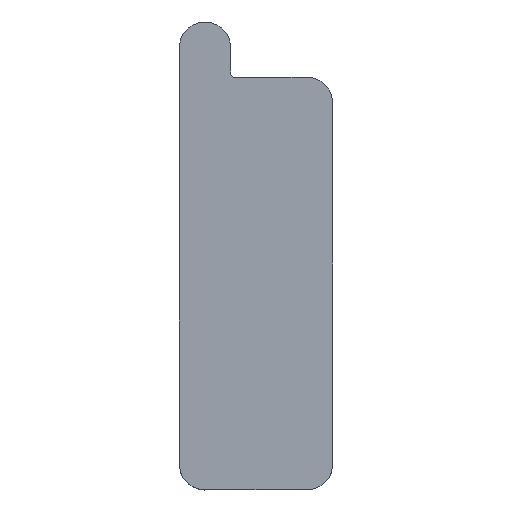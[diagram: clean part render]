
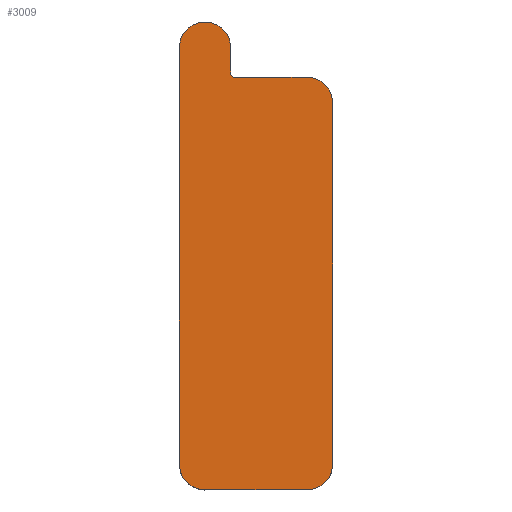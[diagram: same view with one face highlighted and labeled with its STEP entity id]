
A CAD part, top view. The second image highlights one B-rep face of the part: STEP entity #3009.
In plain terms, the highlighted planar face has unit normal (0, 0, 1).
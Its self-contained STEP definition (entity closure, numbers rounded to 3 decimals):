
#39=PLANE('',#3209);
#211=FACE_OUTER_BOUND('',#378,.T.);
#378=EDGE_LOOP('',(#2589,#2590,#2591,#2592,#2593,#2594,#2595,#2596,#2597,
#2598,#2599,#2600));
#420=CIRCLE('',#3182,3.);
#429=CIRCLE('',#3198,3.);
#430=CIRCLE('',#3201,0.5);
#431=CIRCLE('',#3204,3.);
#432=CIRCLE('',#3207,3.);
#433=CIRCLE('',#3210,3.);
#823=LINE('',#10571,#979);
#847=LINE('',#10724,#1003);
#851=LINE('',#10733,#1007);
#853=LINE('',#10740,#1009);
#856=LINE('',#10748,#1012);
#859=LINE('',#10755,#1015);
#979=VECTOR('',#3592,10.);
#1003=VECTOR('',#3666,10.);
#1007=VECTOR('',#3676,10.);
#1009=VECTOR('',#3684,10.);
#1012=VECTOR('',#3693,10.);
#1015=VECTOR('',#3702,10.);
#1293=VERTEX_POINT('',#10568);
#1294=VERTEX_POINT('',#10570);
#1309=VERTEX_POINT('',#10631);
#1327=VERTEX_POINT('',#10721);
#1328=VERTEX_POINT('',#10723);
#1329=VERTEX_POINT('',#10727);
#1330=VERTEX_POINT('',#10731);
#1331=VERTEX_POINT('',#10735);
#1332=VERTEX_POINT('',#10739);
#1333=VERTEX_POINT('',#10743);
#1334=VERTEX_POINT('',#10747);
#1335=VERTEX_POINT('',#10751);
#1735=EDGE_CURVE('',#1294,#1293,#823,.T.);
#1754=EDGE_CURVE('',#1293,#1309,#420,.T.);
#1779=EDGE_CURVE('',#1328,#1327,#847,.T.);
#1781=EDGE_CURVE('',#1329,#1328,#429,.T.);
#1784=EDGE_CURVE('',#1330,#1329,#851,.T.);
#1785=EDGE_CURVE('',#1330,#1331,#430,.T.);
#1787=EDGE_CURVE('',#1332,#1331,#853,.T.);
#1789=EDGE_CURVE('',#1333,#1332,#431,.T.);
#1791=EDGE_CURVE('',#1334,#1333,#856,.T.);
#1793=EDGE_CURVE('',#1335,#1334,#432,.T.);
#1795=EDGE_CURVE('',#1309,#1335,#859,.T.);
#1796=EDGE_CURVE('',#1327,#1294,#433,.T.);
#2589=ORIENTED_EDGE('',*,*,#1735,.T.);
#2590=ORIENTED_EDGE('',*,*,#1754,.T.);
#2591=ORIENTED_EDGE('',*,*,#1795,.T.);
#2592=ORIENTED_EDGE('',*,*,#1793,.T.);
#2593=ORIENTED_EDGE('',*,*,#1791,.T.);
#2594=ORIENTED_EDGE('',*,*,#1789,.T.);
#2595=ORIENTED_EDGE('',*,*,#1787,.T.);
#2596=ORIENTED_EDGE('',*,*,#1785,.F.);
#2597=ORIENTED_EDGE('',*,*,#1784,.T.);
#2598=ORIENTED_EDGE('',*,*,#1781,.T.);
#2599=ORIENTED_EDGE('',*,*,#1779,.T.);
#2600=ORIENTED_EDGE('',*,*,#1796,.T.);
#3009=ADVANCED_FACE('',(#211),#39,.T.);
#3182=AXIS2_PLACEMENT_3D('',#10633,#3625,#3626);
#3198=AXIS2_PLACEMENT_3D('',#10728,#3670,#3671);
#3201=AXIS2_PLACEMENT_3D('',#10736,#3679,#3680);
#3204=AXIS2_PLACEMENT_3D('',#10744,#3688,#3689);
#3207=AXIS2_PLACEMENT_3D('',#10752,#3697,#3698);
#3209=AXIS2_PLACEMENT_3D('',#10756,#3703,#3704);
#3210=AXIS2_PLACEMENT_3D('',#10757,#3705,#3706);
#3592=DIRECTION('',(0.,-1.,0.));
#3625=DIRECTION('center_axis',(0.,0.,1.));
#3626=DIRECTION('ref_axis',(-1.,0.,0.));
#3666=DIRECTION('',(-1.,0.,0.));
#3670=DIRECTION('center_axis',(0.,0.,1.));
#3671=DIRECTION('ref_axis',(1.,0.,0.));
#3676=DIRECTION('',(0.,1.,0.));
#3679=DIRECTION('center_axis',(0.,0.,1.));
#3680=DIRECTION('ref_axis',(-0.707,-0.707,0.));
#3684=DIRECTION('',(-1.,0.,0.));
#3688=DIRECTION('center_axis',(0.,0.,1.));
#3689=DIRECTION('ref_axis',(1.,0.,0.));
#3693=DIRECTION('',(0.,1.,0.));
#3697=DIRECTION('center_axis',(0.,0.,1.));
#3698=DIRECTION('ref_axis',(0.,-1.,0.));
#3702=DIRECTION('',(1.,0.,0.));
#3703=DIRECTION('center_axis',(0.,0.,1.));
#3704=DIRECTION('ref_axis',(-1.,0.,0.));
#3705=DIRECTION('center_axis',(0.,0.,1.));
#3706=DIRECTION('ref_axis',(0.,1.,0.));
#10568=CARTESIAN_POINT('',(-42.,-24.5,61.3));
#10570=CARTESIAN_POINT('',(-42.,24.5,61.3));
#10571=CARTESIAN_POINT('',(-42.,24.5,61.3));
#10631=CARTESIAN_POINT('',(-39.,-27.5,61.3));
#10633=CARTESIAN_POINT('Origin',(-39.,-24.5,61.3));
#10721=CARTESIAN_POINT('',(-39.,27.5,61.3));
#10723=CARTESIAN_POINT('',(-38.982,27.5,61.3));
#10724=CARTESIAN_POINT('',(-39.,27.5,61.3));
#10727=CARTESIAN_POINT('',(-35.982,24.5,61.3));
#10728=CARTESIAN_POINT('Origin',(-38.982,24.5,61.3));
#10731=CARTESIAN_POINT('',(-35.982,21.5,61.3));
#10733=CARTESIAN_POINT('',(-35.982,21.,61.3));
#10735=CARTESIAN_POINT('',(-35.482,21.,61.3));
#10736=CARTESIAN_POINT('Origin',(-35.482,21.5,61.3));
#10739=CARTESIAN_POINT('',(-27.,21.,61.3));
#10740=CARTESIAN_POINT('',(-27.,21.,61.3));
#10743=CARTESIAN_POINT('',(-24.,18.,61.3));
#10744=CARTESIAN_POINT('Origin',(-27.,18.,61.3));
#10747=CARTESIAN_POINT('',(-24.,-24.5,61.3));
#10748=CARTESIAN_POINT('',(-24.,-24.5,61.3));
#10751=CARTESIAN_POINT('',(-27.,-27.5,61.3));
#10752=CARTESIAN_POINT('Origin',(-27.,-24.5,61.3));
#10755=CARTESIAN_POINT('',(-39.,-27.5,61.3));
#10756=CARTESIAN_POINT('Origin',(-33.,0.,
61.3));
#10757=CARTESIAN_POINT('Origin',(-39.,24.5,61.3));
